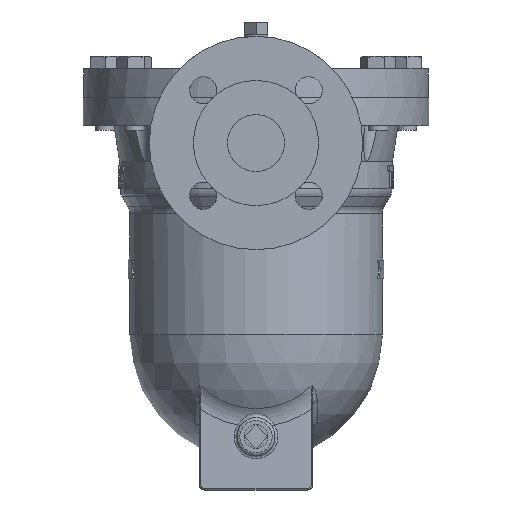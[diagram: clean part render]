
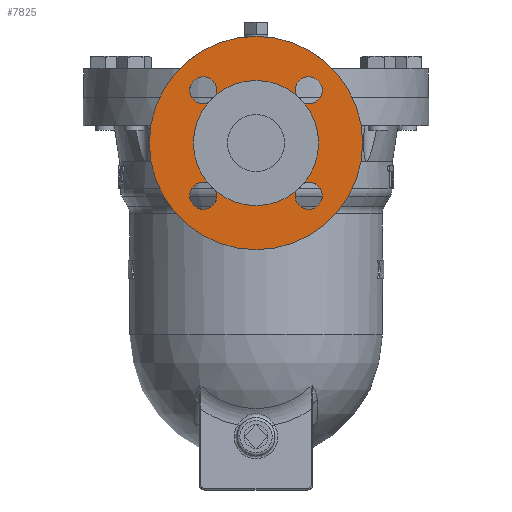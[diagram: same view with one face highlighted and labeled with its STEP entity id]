
A CAD part, left-side view. The second image highlights one B-rep face of the part: STEP entity #7825.
In plain terms, the highlighted planar face has unit normal (-1, 0, 0).
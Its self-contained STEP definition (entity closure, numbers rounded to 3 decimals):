
#1285=FACE_BOUND('',#2617,.T.);
#1983=FACE_OUTER_BOUND('',#2616,.T.);
#2616=EDGE_LOOP('',(#7001));
#2617=EDGE_LOOP('',(#7002,#7003,#7004,#7005,#7006,#7007,#7008,#7009));
#3022=CIRCLE('',#8681,75.);
#3025=CIRCLE('',#8687,9.5);
#3028=CIRCLE('',#8692,9.5);
#3031=CIRCLE('',#8697,9.5);
#3034=CIRCLE('',#8702,44.);
#3035=CIRCLE('',#8703,44.);
#3036=CIRCLE('',#8704,44.);
#3037=CIRCLE('',#8705,9.5);
#3038=CIRCLE('',#8706,44.);
#3757=VERTEX_POINT('',#18101);
#3760=VERTEX_POINT('',#18110);
#3761=VERTEX_POINT('',#18111);
#3762=VERTEX_POINT('',#18117);
#3763=VERTEX_POINT('',#18118);
#3764=VERTEX_POINT('',#18124);
#3765=VERTEX_POINT('',#18125);
#3766=VERTEX_POINT('',#18133);
#3767=VERTEX_POINT('',#18135);
#4849=EDGE_CURVE('',#3757,#3757,#3022,.T.);
#4852=EDGE_CURVE('',#3760,#3761,#3025,.T.);
#4855=EDGE_CURVE('',#3762,#3763,#3028,.T.);
#4858=EDGE_CURVE('',#3764,#3765,#3031,.T.);
#4861=EDGE_CURVE('',#3762,#3761,#3034,.T.);
#4862=EDGE_CURVE('',#3764,#3763,#3035,.T.);
#4863=EDGE_CURVE('',#3766,#3765,#3036,.T.);
#4864=EDGE_CURVE('',#3766,#3767,#3037,.T.);
#4865=EDGE_CURVE('',#3760,#3767,#3038,.T.);
#7001=ORIENTED_EDGE('',*,*,#4849,.T.);
#7002=ORIENTED_EDGE('',*,*,#4852,.T.);
#7003=ORIENTED_EDGE('',*,*,#4861,.F.);
#7004=ORIENTED_EDGE('',*,*,#4855,.T.);
#7005=ORIENTED_EDGE('',*,*,#4862,.F.);
#7006=ORIENTED_EDGE('',*,*,#4858,.T.);
#7007=ORIENTED_EDGE('',*,*,#4863,.F.);
#7008=ORIENTED_EDGE('',*,*,#4864,.T.);
#7009=ORIENTED_EDGE('',*,*,#4865,.F.);
#7347=PLANE('',#8701);
#7825=ADVANCED_FACE('',(#1983,#1285),#7347,.T.);
#8681=AXIS2_PLACEMENT_3D('',#18102,#10685,#10686);
#8687=AXIS2_PLACEMENT_3D('',#18112,#10697,#10698);
#8692=AXIS2_PLACEMENT_3D('',#18119,#10707,#10708);
#8697=AXIS2_PLACEMENT_3D('',#18126,#10717,#10718);
#8701=AXIS2_PLACEMENT_3D('',#18130,#10725,#10726);
#8702=AXIS2_PLACEMENT_3D('',#18131,#10727,#10728);
#8703=AXIS2_PLACEMENT_3D('',#18132,#10729,#10730);
#8704=AXIS2_PLACEMENT_3D('',#18134,#10731,#10732);
#8705=AXIS2_PLACEMENT_3D('',#18136,#10733,#10734);
#8706=AXIS2_PLACEMENT_3D('',#18137,#10735,#10736);
#10685=DIRECTION('center_axis',(-1.,0.,0.));
#10686=DIRECTION('ref_axis',(0.,0.,1.));
#10697=DIRECTION('center_axis',(1.,0.,0.));
#10698=DIRECTION('ref_axis',(0.,-1.,0.));
#10707=DIRECTION('center_axis',(1.,0.,0.));
#10708=DIRECTION('ref_axis',(0.,0.,-1.));
#10717=DIRECTION('center_axis',(1.,0.,0.));
#10718=DIRECTION('ref_axis',(0.,1.,0.));
#10725=DIRECTION('center_axis',(-1.,0.,0.));
#10726=DIRECTION('ref_axis',(0.,0.,1.));
#10727=DIRECTION('center_axis',(-1.,0.,0.));
#10728=DIRECTION('ref_axis',(0.,0.,1.));
#10729=DIRECTION('center_axis',(-1.,0.,0.));
#10730=DIRECTION('ref_axis',(0.,0.,1.));
#10731=DIRECTION('center_axis',(-1.,0.,0.));
#10732=DIRECTION('ref_axis',(0.,0.,1.));
#10733=DIRECTION('center_axis',(1.,0.,0.));
#10734=DIRECTION('ref_axis',(0.,0.,1.));
#10735=DIRECTION('center_axis',(-1.,0.,0.));
#10736=DIRECTION('ref_axis',(0.,0.,1.));
#18101=CARTESIAN_POINT('',(-170.,0.,43.));
#18102=CARTESIAN_POINT('Origin',(-170.,0.,-32.));
#18110=CARTESIAN_POINT('',(-170.,-28.248,1.735));
#18111=CARTESIAN_POINT('',(-170.,-33.735,-3.752));
#18112=CARTESIAN_POINT('Origin',(-170.,-37.123,5.123));
#18117=CARTESIAN_POINT('',(-170.,-33.735,-60.248));
#18118=CARTESIAN_POINT('',(-170.,-28.248,-65.735));
#18119=CARTESIAN_POINT('Origin',(-170.,-37.123,-69.123));
#18124=CARTESIAN_POINT('',(-170.,28.248,-65.735));
#18125=CARTESIAN_POINT('',(-170.,33.735,-60.248));
#18126=CARTESIAN_POINT('Origin',(-170.,37.123,-69.123));
#18130=CARTESIAN_POINT('Origin',(-170.,0.,27.5));
#18131=CARTESIAN_POINT('Origin',(-170.,0.,-32.));
#18132=CARTESIAN_POINT('Origin',(-170.,0.,-32.));
#18133=CARTESIAN_POINT('',(-170.,33.735,-3.752));
#18134=CARTESIAN_POINT('Origin',(-170.,0.,-32.));
#18135=CARTESIAN_POINT('',(-170.,28.248,1.735));
#18136=CARTESIAN_POINT('Origin',(-170.,37.123,5.123));
#18137=CARTESIAN_POINT('Origin',(-170.,0.,-32.));
